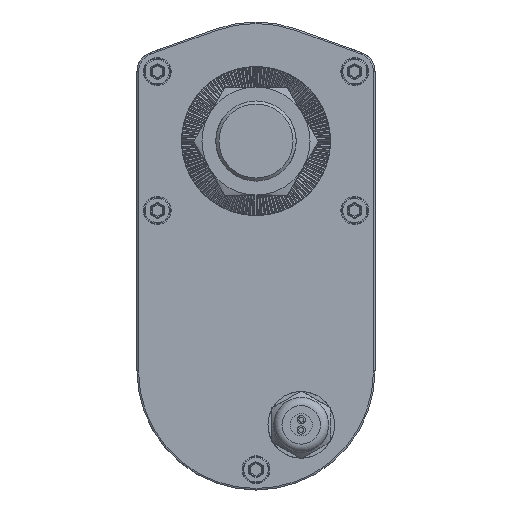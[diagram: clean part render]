
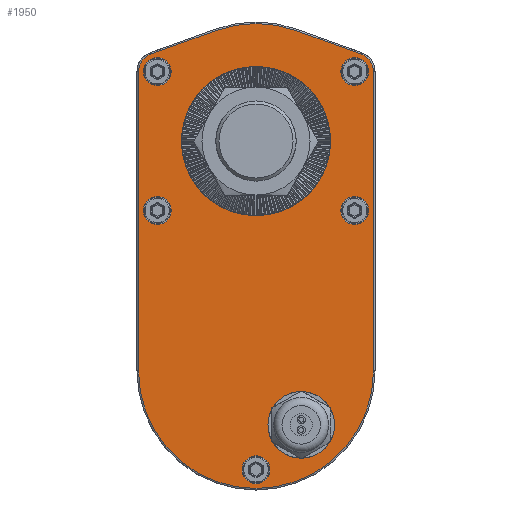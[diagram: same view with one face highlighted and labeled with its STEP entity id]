
A CAD part, front view. The second image highlights one B-rep face of the part: STEP entity #1950.
In plain terms, the highlighted planar face has unit normal (0, -1, 0).
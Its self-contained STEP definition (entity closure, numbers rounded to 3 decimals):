
#1950 = ADVANCED_FACE( '', ( #4353, #4354, #4355, #4356, #4357, #4358, #4359, #4360 ), #4361, .T. );
#4353 = FACE_BOUND( '', #10206, .T. );
#4354 = FACE_BOUND( '', #10207, .T. );
#4355 = FACE_BOUND( '', #10208, .T. );
#4356 = FACE_BOUND( '', #10209, .T. );
#4357 = FACE_BOUND( '', #10210, .T. );
#4358 = FACE_BOUND( '', #10211, .T. );
#4359 = FACE_OUTER_BOUND( '', #10212, .T. );
#4360 = FACE_BOUND( '', #10213, .T. );
#4361 = PLANE( '', #10214 );
#10206 = EDGE_LOOP( '', ( #18445 ) );
#10207 = EDGE_LOOP( '', ( #18446 ) );
#10208 = EDGE_LOOP( '', ( #18447 ) );
#10209 = EDGE_LOOP( '', ( #18448 ) );
#10210 = EDGE_LOOP( '', ( #18449 ) );
#10211 = EDGE_LOOP( '', ( #18450 ) );
#10212 = EDGE_LOOP( '', ( #18451, #18452, #18453, #18454, #18455, #18456, #18457, #18458 ) );
#10213 = EDGE_LOOP( '', ( #18459 ) );
#10214 = AXIS2_PLACEMENT_3D( '', #18460, #18461, #18462 );
#18445 = ORIENTED_EDGE( '', *, *, #23684, .F. );
#18446 = ORIENTED_EDGE( '', *, *, #24482, .T. );
#18447 = ORIENTED_EDGE( '', *, *, #23621, .T. );
#18448 = ORIENTED_EDGE( '', *, *, #24483, .T. );
#18449 = ORIENTED_EDGE( '', *, *, #24406, .T. );
#18450 = ORIENTED_EDGE( '', *, *, #24484, .T. );
#18451 = ORIENTED_EDGE( '', *, *, #23630, .T. );
#18452 = ORIENTED_EDGE( '', *, *, #24485, .T. );
#18453 = ORIENTED_EDGE( '', *, *, #24486, .T. );
#18454 = ORIENTED_EDGE( '', *, *, #22634, .T. );
#18455 = ORIENTED_EDGE( '', *, *, #24487, .T. );
#18456 = ORIENTED_EDGE( '', *, *, #23381, .T. );
#18457 = ORIENTED_EDGE( '', *, *, #24488, .T. );
#18458 = ORIENTED_EDGE( '', *, *, #22577, .T. );
#18459 = ORIENTED_EDGE( '', *, *, #24489, .F. );
#18460 = CARTESIAN_POINT( '', ( 0., 24.5, -74.5 ) );
#18461 = DIRECTION( '', ( 0., -1., 0. ) );
#18462 = DIRECTION( '', ( 0., 0., -1. ) );
#22577 = EDGE_CURVE( '', #25941, #25946, #25948, .T. );
#22634 = EDGE_CURVE( '', #26048, #26046, #26049, .T. );
#23381 = EDGE_CURVE( '', #27308, #27310, #27312, .T. );
#23621 = EDGE_CURVE( '', #27663, #27663, #27664, .T. );
#23630 = EDGE_CURVE( '', #25946, #27675, #27677, .T. );
#23684 = EDGE_CURVE( '', #27760, #27760, #27761, .T. );
#24406 = EDGE_CURVE( '', #28794, #28794, #28795, .T. );
#24482 = EDGE_CURVE( '', #28889, #28889, #28890, .T. );
#24483 = EDGE_CURVE( '', #28891, #28891, #28892, .T. );
#24484 = EDGE_CURVE( '', #28893, #28893, #28894, .T. );
#24485 = EDGE_CURVE( '', #27675, #28895, #28896, .T. );
#24486 = EDGE_CURVE( '', #28895, #26048, #28897, .T. );
#24487 = EDGE_CURVE( '', #26046, #27308, #28898, .T. );
#24488 = EDGE_CURVE( '', #27310, #25941, #28899, .T. );
#24489 = EDGE_CURVE( '', #28900, #28900, #28901, .T. );
#25941 = VERTEX_POINT( '', #31010 );
#25946 = VERTEX_POINT( '', #31016 );
#25948 = LINE( '', #31018, #31019 );
#26046 = VERTEX_POINT( '', #31202 );
#26048 = VERTEX_POINT( '', #31204 );
#26049 = LINE( '', #31205, #31206 );
#27308 = VERTEX_POINT( '', #33716 );
#27310 = VERTEX_POINT( '', #33718 );
#27312 = LINE( '', #33720, #33721 );
#27663 = VERTEX_POINT( '', #34718 );
#27664 = CIRCLE( '', #34719, 4.5 );
#27675 = VERTEX_POINT( '', #34733 );
#27677 = CIRCLE( '', #34735, 6.08 );
#27760 = VERTEX_POINT( '', #34850 );
#27761 = CIRCLE( '', #34851, 7.875 );
#28794 = VERTEX_POINT( '', #37278 );
#28795 = CIRCLE( '', #37279, 4.5 );
#28889 = VERTEX_POINT( '', #37490 );
#28890 = CIRCLE( '', #37491, 4.5 );
#28891 = VERTEX_POINT( '', #37492 );
#28892 = CIRCLE( '', #37493, 4.5 );
#28893 = VERTEX_POINT( '', #37494 );
#28894 = CIRCLE( '', #37495, 4.5 );
#28895 = VERTEX_POINT( '', #37496 );
#28896 = LINE( '', #37497, #37498 );
#28897 = CIRCLE( '', #37499, 38.08 );
#28898 = CIRCLE( '', #37500, 6.08 );
#28899 = CIRCLE( '', #37501, 38.08 );
#28900 = VERTEX_POINT( '', #37502 );
#28901 = CIRCLE( '', #37503, 24.1 );
#31010 = CARTESIAN_POINT( '', ( 38.08, 24.5, -74.5 ) );
#31016 = CARTESIAN_POINT( '', ( 38.08, 24.5, 22.46 ) );
#31018 = CARTESIAN_POINT( '', ( 38.08, 24.5, -74.5 ) );
#31019 = VECTOR( '', #39980, 1000. );
#31202 = CARTESIAN_POINT( '', ( -34.067, 24.5, 28.178 ) );
#31204 = CARTESIAN_POINT( '', ( -12.944, 24.5, 35.813 ) );
#31205 = CARTESIAN_POINT( '', ( -36.76, 24.5, 27.204 ) );
#31206 = VECTOR( '', #40040, 1000. );
#33716 = CARTESIAN_POINT( '', ( -38.08, 24.5, 22.46 ) );
#33718 = CARTESIAN_POINT( '', ( -38.08, 24.5, -74.5 ) );
#33720 = CARTESIAN_POINT( '', ( -38.08, 24.5, -74.5 ) );
#33721 = VECTOR( '', #40895, 1000. );
#34718 = CARTESIAN_POINT( '', ( 32., 24.5, -27. ) );
#34719 = AXIS2_PLACEMENT_3D( '', #41151, #41152, #41153 );
#34733 = CARTESIAN_POINT( '', ( 34.067, 24.5, 28.178 ) );
#34735 = AXIS2_PLACEMENT_3D( '', #41166, #41167, #41168 );
#34850 = CARTESIAN_POINT( '', ( 14.66, 24.5, -99.845 ) );
#34851 = AXIS2_PLACEMENT_3D( '', #41230, #41231, #41232 );
#37278 = CARTESIAN_POINT( '', ( 0., 24.5, -111. ) );
#37279 = AXIS2_PLACEMENT_3D( '', #42047, #42048, #42049 );
#37490 = CARTESIAN_POINT( '', ( 32., 24.5, 18. ) );
#37491 = AXIS2_PLACEMENT_3D( '', #42121, #42122, #42123 );
#37492 = CARTESIAN_POINT( '', ( -32., 24.5, -27. ) );
#37493 = AXIS2_PLACEMENT_3D( '', #42124, #42125, #42126 );
#37494 = CARTESIAN_POINT( '', ( -32., 24.5, 18. ) );
#37495 = AXIS2_PLACEMENT_3D( '', #42127, #42128, #42129 );
#37496 = CARTESIAN_POINT( '', ( 12.944, 24.5, 35.813 ) );
#37497 = CARTESIAN_POINT( '', ( 36.76, 24.5, 27.204 ) );
#37498 = VECTOR( '', #42130, 1000. );
#37499 = AXIS2_PLACEMENT_3D( '', #42131, #42132, #42133 );
#37500 = AXIS2_PLACEMENT_3D( '', #42134, #42135, #42136 );
#37501 = AXIS2_PLACEMENT_3D( '', #42137, #42138, #42139 );
#37502 = CARTESIAN_POINT( '', ( 0., 24.5, -24.1 ) );
#37503 = AXIS2_PLACEMENT_3D( '', #42140, #42141, #42142 );
#39980 = DIRECTION( '', ( 0., 0., 1. ) );
#40040 = DIRECTION( '', ( -0.94, 0., -0.34 ) );
#40895 = DIRECTION( '', ( 0., 0., -1. ) );
#41151 = CARTESIAN_POINT( '', ( 32., 24.5, -22.5 ) );
#41152 = DIRECTION( '', ( 0., 1., 0. ) );
#41153 = DIRECTION( '', ( 0., 0., -1. ) );
#41166 = CARTESIAN_POINT( '', ( 32., 24.5, 22.46 ) );
#41167 = DIRECTION( '', ( 0., -1., 0. ) );
#41168 = DIRECTION( '', ( 0., 0., -1. ) );
#41230 = CARTESIAN_POINT( '', ( 14.66, 24.5, -91.97 ) );
#41231 = DIRECTION( '', ( 0., -1., 0. ) );
#41232 = DIRECTION( '', ( 0., 0., -1. ) );
#42047 = CARTESIAN_POINT( '', ( 0., 24.5, -106.5 ) );
#42048 = DIRECTION( '', ( 0., 1., 0. ) );
#42049 = DIRECTION( '', ( 0., 0., -1. ) );
#42121 = CARTESIAN_POINT( '', ( 32., 24.5, 22.5 ) );
#42122 = DIRECTION( '', ( 0., 1., 0. ) );
#42123 = DIRECTION( '', ( 0., 0., -1. ) );
#42124 = CARTESIAN_POINT( '', ( -32., 24.5, -22.5 ) );
#42125 = DIRECTION( '', ( 0., 1., 0. ) );
#42126 = DIRECTION( '', ( 0., 0., -1. ) );
#42127 = CARTESIAN_POINT( '', ( -32., 24.5, 22.5 ) );
#42128 = DIRECTION( '', ( 0., 1., 0. ) );
#42129 = DIRECTION( '', ( 0., 0., -1. ) );
#42130 = DIRECTION( '', ( -0.94, 0., 0.34 ) );
#42131 = CARTESIAN_POINT( '', ( 0., 24.5, 0. ) );
#42132 = DIRECTION( '', ( 0., -1., 0. ) );
#42133 = DIRECTION( '', ( 0., 0., -1. ) );
#42134 = CARTESIAN_POINT( '', ( -32., 24.5, 22.46 ) );
#42135 = DIRECTION( '', ( 0., -1., 0. ) );
#42136 = DIRECTION( '', ( 0., 0., -1. ) );
#42137 = CARTESIAN_POINT( '', ( 0., 24.5, -74.5 ) );
#42138 = DIRECTION( '', ( 0., -1., 0. ) );
#42139 = DIRECTION( '', ( 0., 0., -1. ) );
#42140 = CARTESIAN_POINT( '', ( 0., 24.5, 0. ) );
#42141 = DIRECTION( '', ( 0., -1., 0. ) );
#42142 = DIRECTION( '', ( 0., 0., -1. ) );
